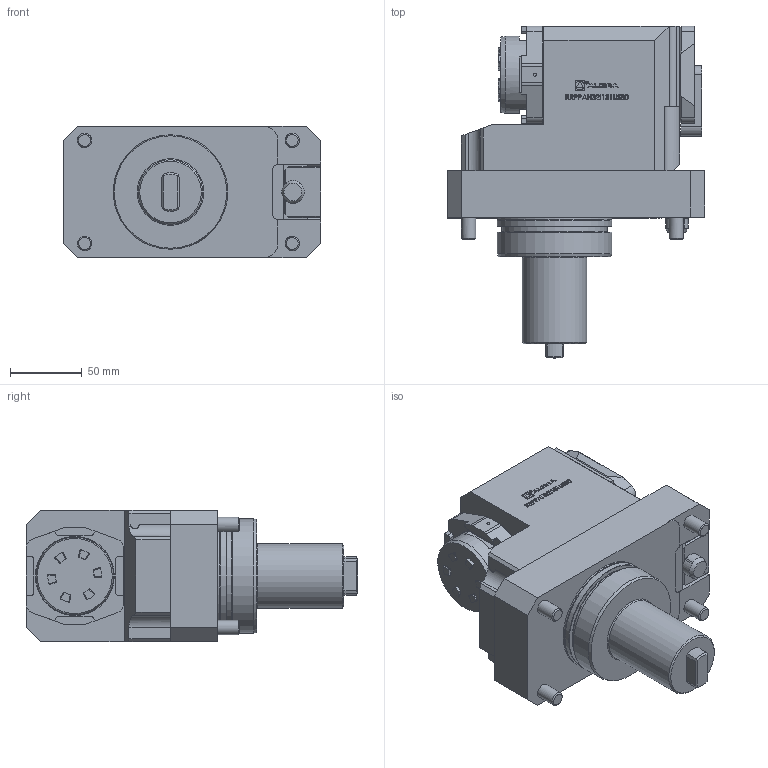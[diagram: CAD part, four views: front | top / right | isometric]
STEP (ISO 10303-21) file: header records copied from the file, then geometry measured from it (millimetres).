
FILE_DESCRIPTION (( 'STEP AP214' ), '1' );
FILE_NAME ('RRPPAH32I131US80.STEP', '2025-12-02T13:33:06', ( '' ), ( '' ), 'SwSTEP 2.0', 'SolidWorks 2023', '' );
FILE_SCHEMA (( 'AUTOMOTIVE_DESIGN' ));
Length unit declared in the file: millimetre
Products named in the file (1): RRPPAH32I131US80
Bounding box: 180 x 231.8 x 92 mm (x, y, z)
Volume: 1898767.6 mm3; surface area: 123730.9 mm2
Topology: 1 solids, 1 shells, 653 faces, 1702 edges, 1117 vertices
Faces by surface type: plane 392, bspline 133, cylinder 93, cone 31, torus 4
Full cylindrical faces by diameter (mm): 1.7 x1, 2.1 x1, 6.366 x1, 10 x4, 45 x1, 54 x1, 73.6 x1, 79.6 x1, 80 x2
Entity records: 29670 total; most frequent: CARTESIAN_POINT 10970, ORIENTED_EDGE 3322, DIRECTION 2654, EDGE_CURVE 1661, LINE 1112, VECTOR 1112, VERTEX_POINT 1107, AXIS2_PLACEMENT_3D 771
